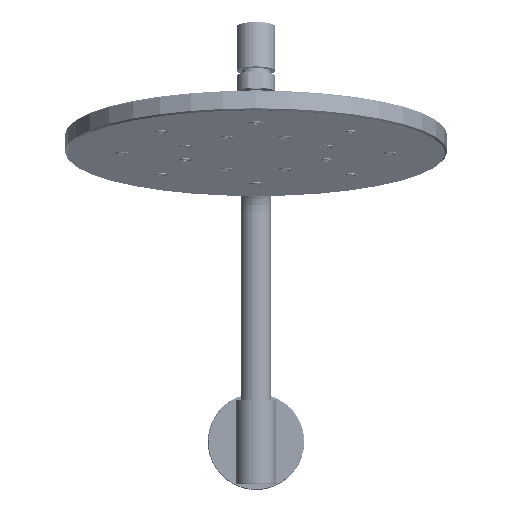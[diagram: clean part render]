
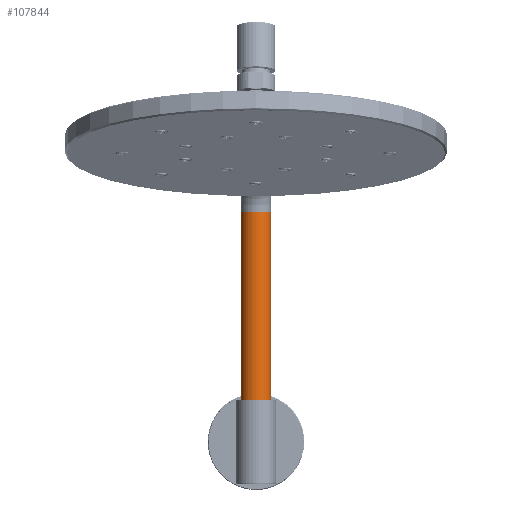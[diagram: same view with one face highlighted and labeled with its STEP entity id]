
A CAD part, top view. The second image highlights one B-rep face of the part: STEP entity #107844.
In plain terms, the highlighted cylindrical face has radius 10 mm (diameter 20 mm), a partial arc.
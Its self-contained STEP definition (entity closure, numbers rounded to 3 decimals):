
#273 = EDGE_CURVE ( 'NONE', #28626, #89580, #81456, .T. ) ;
#1099 = CARTESIAN_POINT ( 'NONE',  ( 10., 25.2, 32. ) ) ;
#8713 = ORIENTED_EDGE ( 'NONE', *, *, #166491, .F. ) ;
#28626 = VERTEX_POINT ( 'NONE', #296178 ) ;
#29881 = CARTESIAN_POINT ( 'NONE',  ( -10., 25.2, 32. ) ) ;
#32972 = DIRECTION ( 'NONE',  ( 0., 1., 0. ) ) ;
#42958 = AXIS2_PLACEMENT_3D ( 'NONE', #330534, #406250, #51947 ) ;
#48286 = CARTESIAN_POINT ( 'NONE',  ( 0., 150.2, 42. ) ) ;
#48347 = FACE_OUTER_BOUND ( 'NONE', #353791, .T. ) ;
#51947 = DIRECTION ( 'NONE',  ( 1., 0., 0. ) ) ;
#62495 = VERTEX_POINT ( 'NONE', #279425 ) ;
#70818 = CARTESIAN_POINT ( 'NONE',  ( 0., 150.2, 32. ) ) ;
#81456 = CIRCLE ( 'NONE', #307983, 10. ) ;
#89580 = VERTEX_POINT ( 'NONE', #48286 ) ;
#94452 = CARTESIAN_POINT ( 'NONE',  ( 0., 150.2, 32. ) ) ;
#95416 = EDGE_CURVE ( 'NONE', #376496, #295307, #292659, .T. ) ;
#107844 = ADVANCED_FACE ( 'NONE', ( #48347 ), #429104, .T. ) ;
#112360 = ORIENTED_EDGE ( 'NONE', *, *, #311409, .F. ) ;
#126477 = ORIENTED_EDGE ( 'NONE', *, *, #95416, .T. ) ;
#133936 = ORIENTED_EDGE ( 'NONE', *, *, #342932, .T. ) ;
#136083 = DIRECTION ( 'NONE',  ( 1., 0., 0. ) ) ;
#166491 = EDGE_CURVE ( 'NONE', #89580, #62495, #465440, .T. ) ;
#174416 = LINE ( 'NONE', #29881, #343497 ) ;
#194524 = AXIS2_PLACEMENT_3D ( 'NONE', #197142, #236201, #238619 ) ;
#197142 = CARTESIAN_POINT ( 'NONE',  ( 0., 25.2, 32. ) ) ;
#236201 = DIRECTION ( 'NONE',  ( 0., 1., 0. ) ) ;
#238619 = DIRECTION ( 'NONE',  ( 1., 0., 0. ) ) ;
#239875 = ORIENTED_EDGE ( 'NONE', *, *, #273, .F. ) ;
#248515 = DIRECTION ( 'NONE',  ( 0., 1., 0. ) ) ;
#250227 = DIRECTION ( 'NONE',  ( 0., 1., 0. ) ) ;
#264843 = CARTESIAN_POINT ( 'NONE',  ( 10., 25.2, 32. ) ) ;
#279425 = CARTESIAN_POINT ( 'NONE',  ( 10., 150.2, 32. ) ) ;
#292659 = CIRCLE ( 'NONE', #42958, 10. ) ;
#295307 = VERTEX_POINT ( 'NONE', #264843 ) ;
#296178 = CARTESIAN_POINT ( 'NONE',  ( -10., 150.2, 32. ) ) ;
#307259 = VECTOR ( 'NONE', #32972, 1000. ) ;
#307983 = AXIS2_PLACEMENT_3D ( 'NONE', #70818, #447336, #442534 ) ;
#311409 = EDGE_CURVE ( 'NONE', #376496, #28626, #174416, .T. ) ;
#325143 = AXIS2_PLACEMENT_3D ( 'NONE', #94452, #248515, #136083 ) ;
#330534 = CARTESIAN_POINT ( 'NONE',  ( 0., 25.2, 32. ) ) ;
#342932 = EDGE_CURVE ( 'NONE', #295307, #62495, #480537, .T. ) ;
#343497 = VECTOR ( 'NONE', #250227, 1000. ) ;
#353791 = EDGE_LOOP ( 'NONE', ( #112360, #126477, #133936, #8713, #239875 ) ) ;
#359993 = CARTESIAN_POINT ( 'NONE',  ( -10., 25.2, 32. ) ) ;
#376496 = VERTEX_POINT ( 'NONE', #359993 ) ;
#406250 = DIRECTION ( 'NONE',  ( 0., 1., 0. ) ) ;
#429104 = CYLINDRICAL_SURFACE ( 'NONE', #194524, 10. ) ;
#442534 = DIRECTION ( 'NONE',  ( 1., 0., 0. ) ) ;
#447336 = DIRECTION ( 'NONE',  ( 0., 1., 0. ) ) ;
#465440 = CIRCLE ( 'NONE', #325143, 10. ) ;
#480537 = LINE ( 'NONE', #1099, #307259 ) ;
